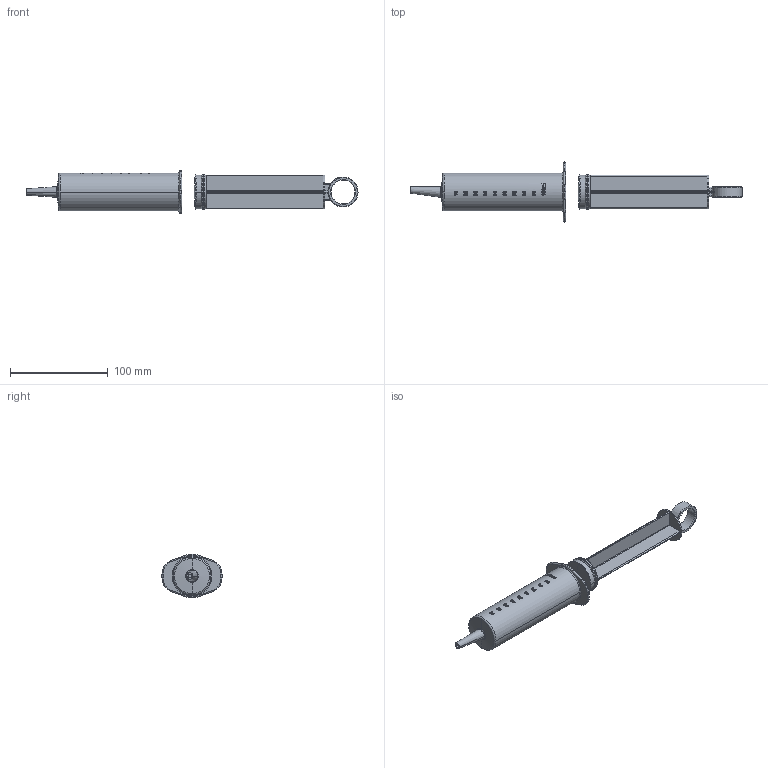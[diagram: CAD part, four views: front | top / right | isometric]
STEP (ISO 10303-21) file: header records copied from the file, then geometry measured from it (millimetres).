
FILE_DESCRIPTION(('STEP AP214'),'1');
FILE_NAME('Syringe_100ml.STP','2020-02-28T13:28:00',(' '),(' '),'Spatial InterOp 3D',' ',' ');
FILE_SCHEMA(('AUTOMOTIVE_DESIGN { 1 0 10303 214 1 1 1 1 }'));
Length unit declared in the file: millimetre
Products named in the file (1): Rotationskörper
Bounding box: 339.1 x 61.3 x 44.5 mm (x, y, z)
Volume: 55346.3 mm3; surface area: 62687 mm2
Topology: 3 solids, 3 shells, 1006 faces, 2824 edges, 1870 vertices
Faces by surface type: bspline 672, cylinder 144, plane 112, torus 54, cone 18, sphere 6
Entity records: 46740 total; most frequent: CARTESIAN_POINT 25125, ORIENTED_EDGE 5648, EDGE_CURVE 2824, DIRECTION 2513, VERTEX_POINT 1870, B_SPLINE_CURVE_WITH_KNOTS 1402, EDGE_LOOP 1056, ADVANCED_FACE 1006
